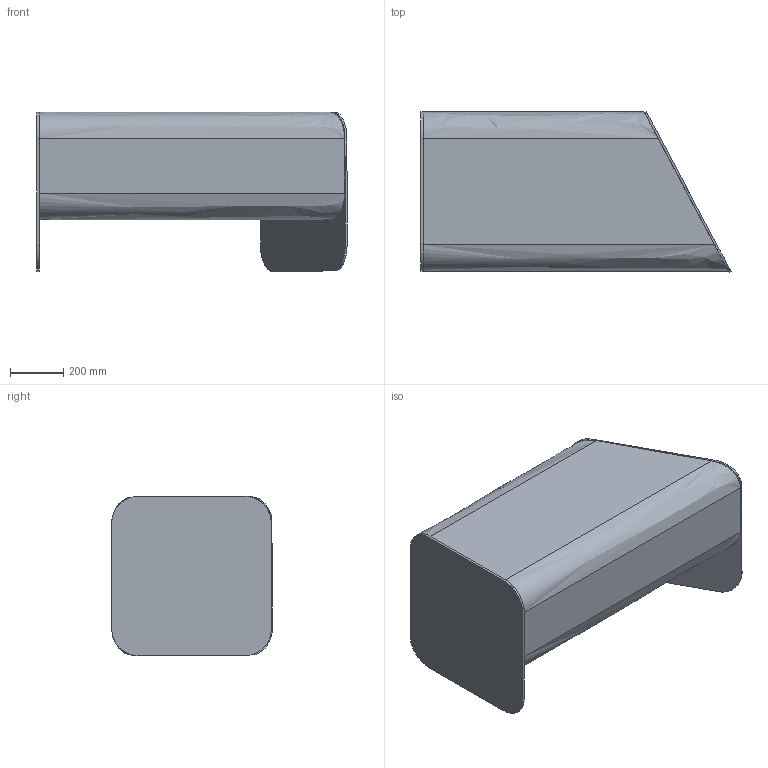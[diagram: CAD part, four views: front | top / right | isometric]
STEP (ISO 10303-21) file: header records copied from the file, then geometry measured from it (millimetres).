
FILE_DESCRIPTION(/* description */ (''),/* implementation_level */ '2;1');
FILE_NAME(/* name */ 'SF02-D_UAP_SHIFT_Bench_3D',/* time_stamp */ '2018-01-25T13:57:34-05:00',/* author */ (''),/* organization */ (''),/* preprocessor_version */ 'ST-DEVELOPER v15',/* originating_system */ '',/* authorisation */ '');
FILE_SCHEMA (('AUTOMOTIVE_DESIGN'));
Length unit declared in the file: millimetre
Products named in the file (1): Document
Bounding box: 1166.63 x 603.76 x 600 mm (x, y, z)
Volume: 237504785.3 mm3; surface area: 3856945 mm2
Topology: 3 solids, 3 shells, 24 faces, 54 edges, 36 vertices
Faces by surface type: bspline 18, plane 6
Entity records: 742 total; most frequent: CARTESIAN_POINT 397, ORIENTED_EDGE 108, EDGE_CURVE 54, VERTEX_POINT 36, ADVANCED_FACE 24, FACE_OUTER_BOUND 24, EDGE_LOOP 24, DIRECTION 10
